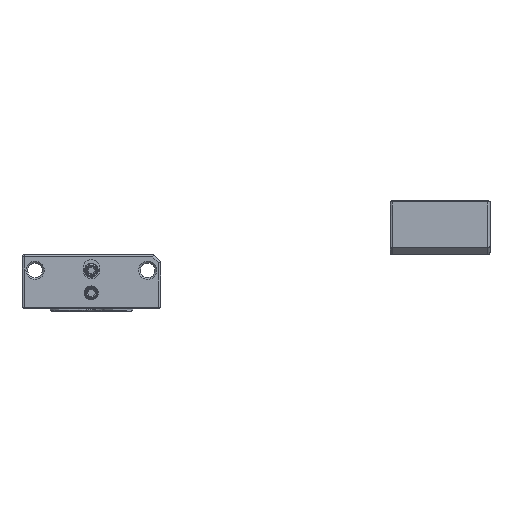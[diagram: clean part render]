
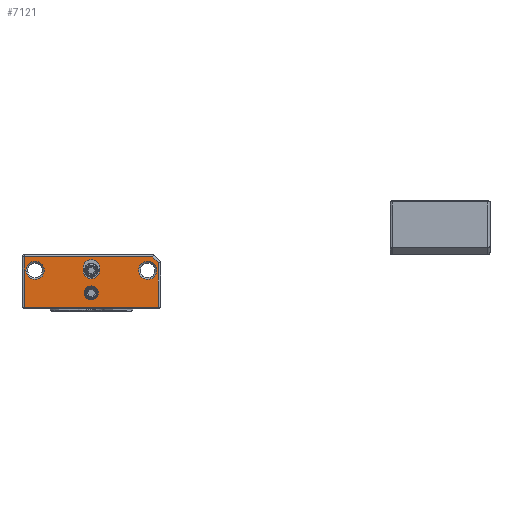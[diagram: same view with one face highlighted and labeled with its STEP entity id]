
A CAD part, front view. The second image highlights one B-rep face of the part: STEP entity #7121.
In plain terms, the highlighted planar face has unit normal (0, -1, 0).
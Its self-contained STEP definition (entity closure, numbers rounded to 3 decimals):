
#133=FACE_BOUND('',#851,.T.);
#134=FACE_BOUND('',#852,.T.);
#135=FACE_BOUND('',#853,.T.);
#136=FACE_BOUND('',#854,.T.);
#187=PLANE('',#7572);
#468=FACE_OUTER_BOUND('',#850,.T.);
#850=EDGE_LOOP('',(#5090,#5091,#5092,#5093,#5094));
#851=EDGE_LOOP('',(#5095));
#852=EDGE_LOOP('',(#5096));
#853=EDGE_LOOP('',(#5097,#5098,#5099,#5100));
#854=EDGE_LOOP('',(#5101));
#1249=CIRCLE('',#7571,2.025);
#1250=CIRCLE('',#7573,2.025);
#1251=CIRCLE('',#7574,1.55);
#1252=CIRCLE('',#7575,1.85);
#1253=CIRCLE('',#7576,1.85);
#1608=LINE('',#11780,#2377);
#1609=LINE('',#11782,#2378);
#1610=LINE('',#11784,#2379);
#1611=LINE('',#11786,#2380);
#1612=LINE('',#11787,#2381);
#1613=LINE('',#11794,#2382);
#1614=LINE('',#11798,#2383);
#2377=VECTOR('',#8370,10.);
#2378=VECTOR('',#8371,10.);
#2379=VECTOR('',#8372,10.);
#2380=VECTOR('',#8373,10.);
#2381=VECTOR('',#8374,10.);
#2382=VECTOR('',#8379,10.);
#2383=VECTOR('',#8382,10.);
#3176=VERTEX_POINT('',#11774);
#3177=VERTEX_POINT('',#11778);
#3178=VERTEX_POINT('',#11779);
#3179=VERTEX_POINT('',#11781);
#3180=VERTEX_POINT('',#11783);
#3181=VERTEX_POINT('',#11785);
#3182=VERTEX_POINT('',#11788);
#3183=VERTEX_POINT('',#11790);
#3184=VERTEX_POINT('',#11792);
#3185=VERTEX_POINT('',#11793);
#3186=VERTEX_POINT('',#11795);
#3187=VERTEX_POINT('',#11797);
#3903=EDGE_CURVE('',#3176,#3176,#1249,.T.);
#3905=EDGE_CURVE('',#3177,#3178,#1608,.T.);
#3906=EDGE_CURVE('',#3179,#3177,#1609,.T.);
#3907=EDGE_CURVE('',#3180,#3179,#1610,.T.);
#3908=EDGE_CURVE('',#3181,#3180,#1611,.T.);
#3909=EDGE_CURVE('',#3178,#3181,#1612,.T.);
#3910=EDGE_CURVE('',#3182,#3182,#1250,.T.);
#3911=EDGE_CURVE('',#3183,#3183,#1251,.T.);
#3912=EDGE_CURVE('',#3184,#3185,#1613,.T.);
#3913=EDGE_CURVE('',#3185,#3186,#1252,.T.);
#3914=EDGE_CURVE('',#3186,#3187,#1614,.T.);
#3915=EDGE_CURVE('',#3187,#3184,#1253,.T.);
#5090=ORIENTED_EDGE('',*,*,#3905,.F.);
#5091=ORIENTED_EDGE('',*,*,#3906,.F.);
#5092=ORIENTED_EDGE('',*,*,#3907,.F.);
#5093=ORIENTED_EDGE('',*,*,#3908,.F.);
#5094=ORIENTED_EDGE('',*,*,#3909,.F.);
#5095=ORIENTED_EDGE('',*,*,#3910,.F.);
#5096=ORIENTED_EDGE('',*,*,#3911,.T.);
#5097=ORIENTED_EDGE('',*,*,#3912,.T.);
#5098=ORIENTED_EDGE('',*,*,#3913,.T.);
#5099=ORIENTED_EDGE('',*,*,#3914,.T.);
#5100=ORIENTED_EDGE('',*,*,#3915,.T.);
#5101=ORIENTED_EDGE('',*,*,#3903,.F.);
#7121=ADVANCED_FACE('',(#468,#133,#134,#135,#136),#187,.T.);
#7571=AXIS2_PLACEMENT_3D('',#11775,#8365,#8366);
#7572=AXIS2_PLACEMENT_3D('',#11777,#8368,#8369);
#7573=AXIS2_PLACEMENT_3D('',#11789,#8375,#8376);
#7574=AXIS2_PLACEMENT_3D('',#11791,#8377,#8378);
#7575=AXIS2_PLACEMENT_3D('',#11796,#8380,#8381);
#7576=AXIS2_PLACEMENT_3D('',#11799,#8383,#8384);
#8365=DIRECTION('center_axis',(0.,-1.,0.));
#8366=DIRECTION('ref_axis',(1.,0.,0.));
#8368=DIRECTION('center_axis',(0.,-1.,0.));
#8369=DIRECTION('ref_axis',(-1.,0.,0.));
#8370=DIRECTION('',(-1.,0.,0.));
#8371=DIRECTION('',(0.,0.,-1.));
#8372=DIRECTION('',(0.707,0.,-0.707));
#8373=DIRECTION('',(1.,0.,0.));
#8374=DIRECTION('',(0.,0.,1.));
#8375=DIRECTION('center_axis',(0.,-1.,0.));
#8376=DIRECTION('ref_axis',(1.,0.,0.));
#8377=DIRECTION('center_axis',(0.,1.,0.));
#8378=DIRECTION('ref_axis',(1.,0.,0.));
#8379=DIRECTION('',(0.,0.,1.));
#8380=DIRECTION('center_axis',(0.,1.,0.));
#8381=DIRECTION('ref_axis',(1.,0.,0.));
#8382=DIRECTION('',(0.,0.,-1.));
#8383=DIRECTION('center_axis',(0.,1.,0.));
#8384=DIRECTION('ref_axis',(-1.,0.,0.));
#11774=CARTESIAN_POINT('',(10.475,-11.095,-3.5));
#11775=CARTESIAN_POINT('Origin',(12.5,-11.095,-3.5));
#11777=CARTESIAN_POINT('Origin',(15.4,-11.095,0.));
#11778=CARTESIAN_POINT('',(14.9,-11.095,-11.7));
#11779=CARTESIAN_POINT('',(-14.9,-11.095,-11.7));
#11780=CARTESIAN_POINT('',(7.7,-11.095,-11.7));
#11781=CARTESIAN_POINT('',(14.9,-11.095,-1.807));
#11782=CARTESIAN_POINT('',(14.9,-11.095,0.));
#11783=CARTESIAN_POINT('',(13.593,-11.095,-0.5));
#11784=CARTESIAN_POINT('',(14.646,-11.095,-1.554));
#11785=CARTESIAN_POINT('',(-14.9,-11.095,-0.5));
#11786=CARTESIAN_POINT('',(7.7,-11.095,-0.5));
#11787=CARTESIAN_POINT('',(-14.9,-11.095,0.));
#11788=CARTESIAN_POINT('',(-14.525,-11.095,-3.5));
#11789=CARTESIAN_POINT('Origin',(-12.5,-11.095,-3.5));
#11790=CARTESIAN_POINT('',(-1.55,-11.095,-8.5));
#11791=CARTESIAN_POINT('Origin',(0.,-11.095,-8.5));
#11792=CARTESIAN_POINT('',(-1.85,-11.095,-3.5));
#11793=CARTESIAN_POINT('',(-1.85,-11.095,-3.));
#11794=CARTESIAN_POINT('',(-1.85,-11.095,-1.75));
#11795=CARTESIAN_POINT('',(1.85,-11.095,-3.));
#11796=CARTESIAN_POINT('Origin',(0.,-11.095,-3.));
#11797=CARTESIAN_POINT('',(1.85,-11.095,-3.5));
#11798=CARTESIAN_POINT('',(1.85,-11.095,-1.5));
#11799=CARTESIAN_POINT('Origin',(0.,-11.095,-3.5));
